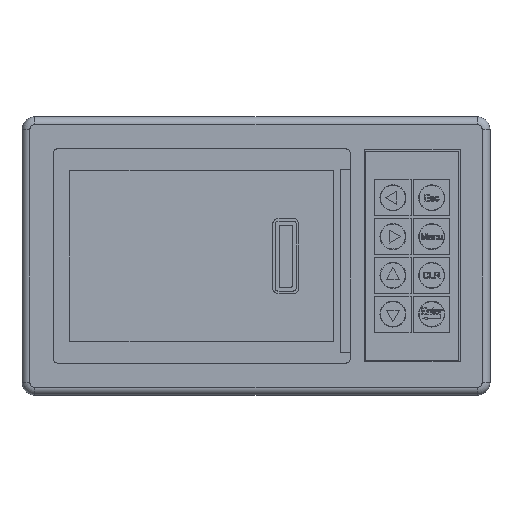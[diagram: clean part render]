
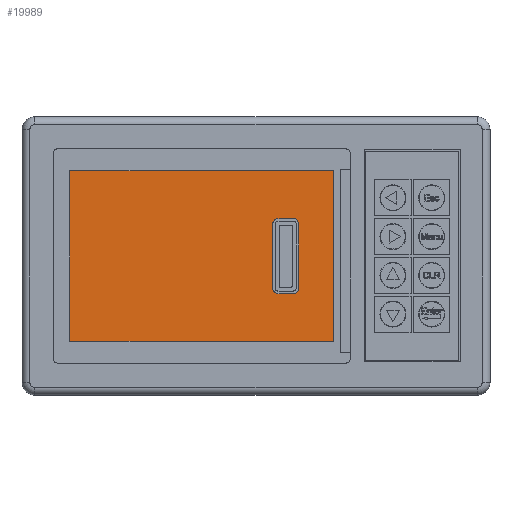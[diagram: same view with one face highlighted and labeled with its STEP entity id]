
A CAD part, top view. The second image highlights one B-rep face of the part: STEP entity #19989.
In plain terms, the highlighted planar face has unit normal (0, 0, 1).
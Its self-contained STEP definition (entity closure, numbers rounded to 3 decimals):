
#4564 = DIRECTION ( 'NONE',  ( -1., 0., 0. ) ) ;
#4565 = DIRECTION ( 'NONE',  ( 0., 0., -1. ) ) ;
#4566 = CARTESIAN_POINT ( 'NONE',  ( 30., 33., -25.3 ) ) ;
#4567 = AXIS2_PLACEMENT_3D ( 'NONE', #4566, #4565, #4564 ) ;
#4568 = PLANE ( 'NONE',  #4567 ) ;
#4569 = FACE_BOUND ( 'NONE', #20498, .T. ) ;
#4570 = FACE_OUTER_BOUND ( 'NONE', #19977, .T. ) ;
#19974 = ORIENTED_EDGE ( 'NONE', *, *, #20634, .T. ) ;
#19977 = EDGE_LOOP ( 'NONE', ( #19974, #20486, #20489, #20494 ) ) ;
#19989 = ADVANCED_FACE ( 'NONE', ( #4570, #4569 ), #4568, .F. ) ;
#20486 = ORIENTED_EDGE ( 'NONE', *, *, #20487, .T. ) ;
#20487 = EDGE_CURVE ( 'NONE', #20638, #20488, #33399, .T. ) ;
#20488 = VERTEX_POINT ( 'NONE', #33395 ) ;
#20489 = ORIENTED_EDGE ( 'NONE', *, *, #20490, .T. ) ;
#20490 = EDGE_CURVE ( 'NONE', #20488, #20491, #33394, .T. ) ;
#20491 = VERTEX_POINT ( 'NONE', #33390 ) ;
#20494 = ORIENTED_EDGE ( 'NONE', *, *, #20495, .T. ) ;
#20495 = EDGE_CURVE ( 'NONE', #20491, #20637, #33389, .T. ) ;
#20498 = EDGE_LOOP ( 'NONE', ( #20499, #20615, #20621, #20625, #20630, #20633, #20585, #20591 ) ) ;
#20499 = ORIENTED_EDGE ( 'NONE', *, *, #20500, .F. ) ;
#20500 = EDGE_CURVE ( 'NONE', #20502, #20504, #33448, .T. ) ;
#20502 = VERTEX_POINT ( 'NONE', #33444 ) ;
#20504 = VERTEX_POINT ( 'NONE', #33443 ) ;
#20583 = EDGE_CURVE ( 'NONE', #20632, #20584, #33489, .T. ) ;
#20584 = VERTEX_POINT ( 'NONE', #33484 ) ;
#20585 = ORIENTED_EDGE ( 'NONE', *, *, #20587, .F. ) ;
#20587 = EDGE_CURVE ( 'NONE', #20590, #20584, #33483, .T. ) ;
#20590 = VERTEX_POINT ( 'NONE', #33541 ) ;
#20591 = ORIENTED_EDGE ( 'NONE', *, *, #20594, .T. ) ;
#20594 = EDGE_CURVE ( 'NONE', #20590, #20504, #33540, .T. ) ;
#20615 = ORIENTED_EDGE ( 'NONE', *, *, #20617, .T. ) ;
#20617 = EDGE_CURVE ( 'NONE', #20502, #20619, #33517, .T. ) ;
#20619 = VERTEX_POINT ( 'NONE', #33518 ) ;
#20621 = ORIENTED_EDGE ( 'NONE', *, *, #20623, .F. ) ;
#20623 = EDGE_CURVE ( 'NONE', #20624, #20619, #33574, .T. ) ;
#20624 = VERTEX_POINT ( 'NONE', #33570 ) ;
#20625 = ORIENTED_EDGE ( 'NONE', *, *, #20626, .T. ) ;
#20626 = EDGE_CURVE ( 'NONE', #20624, #20629, #33569, .T. ) ;
#20629 = VERTEX_POINT ( 'NONE', #33564 ) ;
#20630 = ORIENTED_EDGE ( 'NONE', *, *, #20631, .F. ) ;
#20631 = EDGE_CURVE ( 'NONE', #20632, #20629, #33563, .T. ) ;
#20632 = VERTEX_POINT ( 'NONE', #33559 ) ;
#20633 = ORIENTED_EDGE ( 'NONE', *, *, #20583, .T. ) ;
#20634 = EDGE_CURVE ( 'NONE', #20637, #20638, #33558, .T. ) ;
#20637 = VERTEX_POINT ( 'NONE', #33554 ) ;
#20638 = VERTEX_POINT ( 'NONE', #33553 ) ;
#33386 = DIRECTION ( 'NONE',  ( 1., 0., 0. ) ) ;
#33387 = VECTOR ( 'NONE', #33386, 1000. ) ;
#33388 = CARTESIAN_POINT ( 'NONE',  ( -72., -33., -25.3 ) ) ;
#33389 = LINE ( 'NONE', #33388, #33387 ) ;
#33390 = CARTESIAN_POINT ( 'NONE',  ( -72., -33., -25.3 ) ) ;
#33391 = DIRECTION ( 'NONE',  ( 0., -1., 0. ) ) ;
#33392 = VECTOR ( 'NONE', #33391, 1000. ) ;
#33393 = CARTESIAN_POINT ( 'NONE',  ( -72., -33., -25.3 ) ) ;
#33394 = LINE ( 'NONE', #33393, #33392 ) ;
#33395 = CARTESIAN_POINT ( 'NONE',  ( -72., 33., -25.3 ) ) ;
#33396 = DIRECTION ( 'NONE',  ( -1., 0., 0. ) ) ;
#33397 = VECTOR ( 'NONE', #33396, 1000. ) ;
#33398 = CARTESIAN_POINT ( 'NONE',  ( -72., 33., -25.3 ) ) ;
#33399 = LINE ( 'NONE', #33398, #33397 ) ;
#33443 = CARTESIAN_POINT ( 'NONE',  ( 16.5, 12.5, -25.3 ) ) ;
#33444 = CARTESIAN_POINT ( 'NONE',  ( 16.5, -12.5, -25.3 ) ) ;
#33445 = DIRECTION ( 'NONE',  ( 0., 1., 0. ) ) ;
#33446 = VECTOR ( 'NONE', #33445, 1000. ) ;
#33447 = CARTESIAN_POINT ( 'NONE',  ( 16.5, -14.5, -25.3 ) ) ;
#33448 = LINE ( 'NONE', #33447, #33446 ) ;
#33480 = DIRECTION ( 'NONE',  ( -1., 0., 0. ) ) ;
#33481 = VECTOR ( 'NONE', #33480, 1000. ) ;
#33482 = CARTESIAN_POINT ( 'NONE',  ( 6.5, 14.5, -25.3 ) ) ;
#33483 = LINE ( 'NONE', #33482, #33481 ) ;
#33484 = CARTESIAN_POINT ( 'NONE',  ( 8.5, 14.5, -25.3 ) ) ;
#33485 = DIRECTION ( 'NONE',  ( -1., 0., 0. ) ) ;
#33486 = DIRECTION ( 'NONE',  ( 0., 0., -1. ) ) ;
#33487 = CARTESIAN_POINT ( 'NONE',  ( 8.5, 12.5, -25.3 ) ) ;
#33488 = AXIS2_PLACEMENT_3D ( 'NONE', #33487, #33486, #33485 ) ;
#33489 = CIRCLE ( 'NONE', #33488, 2. ) ;
#33513 = DIRECTION ( 'NONE',  ( -1., 0., 0. ) ) ;
#33514 = DIRECTION ( 'NONE',  ( 0., 0., -1. ) ) ;
#33515 = CARTESIAN_POINT ( 'NONE',  ( 14.5, -12.5, -25.3 ) ) ;
#33516 = AXIS2_PLACEMENT_3D ( 'NONE', #33515, #33514, #33513 ) ;
#33517 = CIRCLE ( 'NONE', #33516, 2. ) ;
#33518 = CARTESIAN_POINT ( 'NONE',  ( 14.5, -14.5, -25.3 ) ) ;
#33536 = DIRECTION ( 'NONE',  ( -1., 0., 0. ) ) ;
#33537 = DIRECTION ( 'NONE',  ( 0., 0., -1. ) ) ;
#33538 = CARTESIAN_POINT ( 'NONE',  ( 14.5, 12.5, -25.3 ) ) ;
#33539 = AXIS2_PLACEMENT_3D ( 'NONE', #33538, #33537, #33536 ) ;
#33540 = CIRCLE ( 'NONE', #33539, 2. ) ;
#33541 = CARTESIAN_POINT ( 'NONE',  ( 14.5, 14.5, -25.3 ) ) ;
#33553 = CARTESIAN_POINT ( 'NONE',  ( 30., 33., -25.3 ) ) ;
#33554 = CARTESIAN_POINT ( 'NONE',  ( 30., -33., -25.3 ) ) ;
#33555 = DIRECTION ( 'NONE',  ( 0., 1., 0. ) ) ;
#33556 = VECTOR ( 'NONE', #33555, 1000. ) ;
#33557 = CARTESIAN_POINT ( 'NONE',  ( 30., -33., -25.3 ) ) ;
#33558 = LINE ( 'NONE', #33557, #33556 ) ;
#33559 = CARTESIAN_POINT ( 'NONE',  ( 6.5, 12.5, -25.3 ) ) ;
#33560 = DIRECTION ( 'NONE',  ( 0., -1., 0. ) ) ;
#33561 = VECTOR ( 'NONE', #33560, 1000. ) ;
#33562 = CARTESIAN_POINT ( 'NONE',  ( 6.5, -14.5, -25.3 ) ) ;
#33563 = LINE ( 'NONE', #33562, #33561 ) ;
#33564 = CARTESIAN_POINT ( 'NONE',  ( 6.5, -12.5, -25.3 ) ) ;
#33565 = DIRECTION ( 'NONE',  ( -1., 0., 0. ) ) ;
#33566 = DIRECTION ( 'NONE',  ( 0., 0., -1. ) ) ;
#33567 = CARTESIAN_POINT ( 'NONE',  ( 8.5, -12.5, -25.3 ) ) ;
#33568 = AXIS2_PLACEMENT_3D ( 'NONE', #33567, #33566, #33565 ) ;
#33569 = CIRCLE ( 'NONE', #33568, 2. ) ;
#33570 = CARTESIAN_POINT ( 'NONE',  ( 8.5, -14.5, -25.3 ) ) ;
#33571 = DIRECTION ( 'NONE',  ( 1., 0., 0. ) ) ;
#33572 = VECTOR ( 'NONE', #33571, 1000. ) ;
#33573 = CARTESIAN_POINT ( 'NONE',  ( 6.5, -14.5, -25.3 ) ) ;
#33574 = LINE ( 'NONE', #33573, #33572 ) ;
